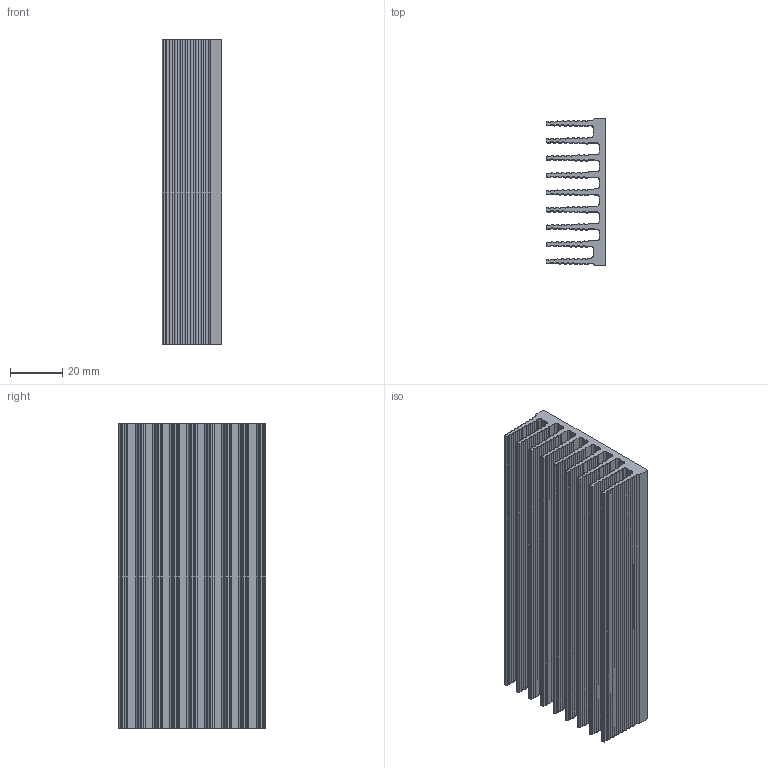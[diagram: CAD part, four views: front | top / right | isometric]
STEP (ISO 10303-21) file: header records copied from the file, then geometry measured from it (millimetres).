
FILE_DESCRIPTION (( 'STEP AP214' ), '1' );
FILE_NAME ('30188r6.STEP', '2011-06-30T14:54:19', ( 'Vicor User' ), ( 'Microsoft' ), 'SwSTEP 2.0', 'SolidWorks 2010', '' );
FILE_SCHEMA (( 'AUTOMOTIVE_DESIGN' ));
Length unit declared in the file: millimetre
Products named in the file (1): 30188r6
Bounding box: 22.86 x 56.39 x 116.84 mm (x, y, z)
Volume: 55485.7 mm3; surface area: 57790.6 mm2
Topology: 1 solids, 1 shells, 385 faces, 1131 edges, 754 vertices
Faces by surface type: cylinder 330, plane 55
Full cylindrical faces by diameter (mm): 2.261 x6
Entity records: 17424 total; most frequent: DIRECTION 2557, CARTESIAN_POINT 2265, ORIENTED_EDGE 2250, EDGE_CURVE 1125, AXIS2_PLACEMENT_3D 1046, VERTEX_POINT 754, CIRCLE 660, VECTOR 465
